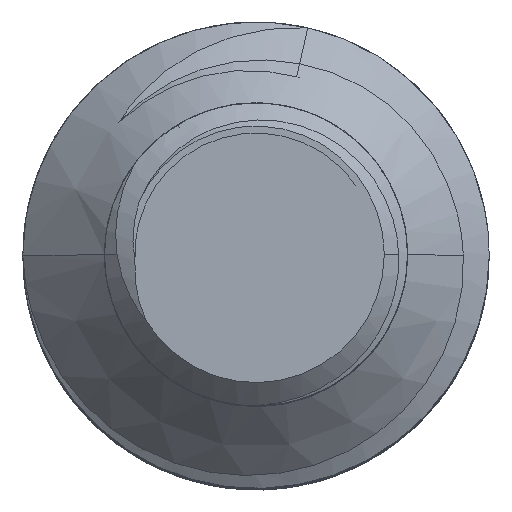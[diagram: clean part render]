
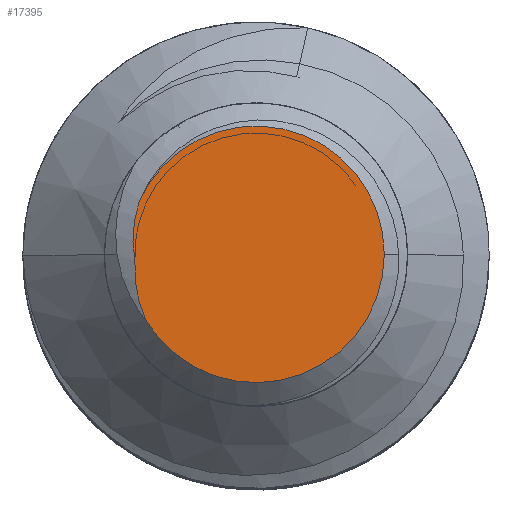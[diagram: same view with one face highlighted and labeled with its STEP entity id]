
A CAD part, top view. The second image highlights one B-rep face of the part: STEP entity #17395.
In plain terms, the highlighted planar face has unit normal (0, 0, 1).
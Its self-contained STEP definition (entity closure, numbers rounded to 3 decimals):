
#3833=CARTESIAN_POINT('',(-0.943,-0.567,
17.));
#3834=CARTESIAN_POINT('',(-0.967,-0.513,
17.));
#3835=CARTESIAN_POINT('',(-1.007,-0.403,
17.));
#3836=CARTESIAN_POINT('',(-1.039,-0.233,
17.));
#3837=CARTESIAN_POINT('',(-1.042,-0.119,
17.));
#3838=CARTESIAN_POINT('',(-1.038,-0.062,
17.));
#3845=CARTESIAN_POINT('',(-0.943,-0.567,
17.));
#3897=CARTESIAN_POINT('',(-1.003,0.451,
17.));
#3915=CARTESIAN_POINT('',(-1.038,-0.062,
17.));
#3916=CARTESIAN_POINT('',(-1.048,-0.006,
17.));
#3917=CARTESIAN_POINT('',(-1.059,0.107,
17.));
#3918=CARTESIAN_POINT('',(-1.048,0.281,
17.));
#3919=CARTESIAN_POINT('',(-1.021,0.394,
17.));
#3920=CARTESIAN_POINT('',(-1.003,0.451,
17.));
#4003=CARTESIAN_POINT('',(-1.038,-0.062,
17.));
#4096=CARTESIAN_POINT('',(0.,0.,17.));
#4097=DIRECTION('',(0.,0.,1.));
#4098=DIRECTION('',(-0.857,-0.515,0.));
#4099=AXIS2_PLACEMENT_3D('',#4096,#4097,#4098);
#4101=CARTESIAN_POINT('',(0.,0.,17.));
#4102=DIRECTION('',(0.,0.,1.));
#4103=DIRECTION('',(1.,0.,0.));
#4104=AXIS2_PLACEMENT_3D('',#4101,#4102,#4103);
#4212=VERTEX_POINT('',#3897);
#4221=VERTEX_POINT('',#3845);
#4268=VERTEX_POINT('',#4003);
#4288=CARTESIAN_POINT('',(1.1,0.,17.));
#4289=VERTEX_POINT('',#4288);
#17384=CARTESIAN_POINT('',(0.,0.,17.));
#17385=DIRECTION('',(0.,0.,1.));
#17386=DIRECTION('',(1.,0.,0.));
#17387=AXIS2_PLACEMENT_3D('',#17384,#17385,#17386);
#17388=PLANE('',#17387);
#17389=ORIENTED_EDGE('',*,*,#17367,.F.);
#17390=ORIENTED_EDGE('',*,*,#16948,.T.);
#17391=ORIENTED_EDGE('',*,*,#17307,.T.);
#17392=ORIENTED_EDGE('',*,*,#17377,.F.);
#17393=EDGE_LOOP('',(#17389,#17390,#17391,#17392));
#17394=FACE_OUTER_BOUND('',#17393,.F.);
#3839=B_SPLINE_CURVE_WITH_KNOTS('',3,(#3833,#3834,#3835,#3836,#3837,#3838),
.UNSPECIFIED.,.F.,.F.,(4,1,1,4),(0.,0.333,0.667,1.),
.UNSPECIFIED.);
#3921=B_SPLINE_CURVE_WITH_KNOTS('',3,(#3915,#3916,#3917,#3918,#3919,#3920),
.UNSPECIFIED.,.F.,.F.,(4,1,1,4),(0.,0.333,0.667,1.),
.UNSPECIFIED.);
#4100=CIRCLE('',#4099,1.1);
#4105=CIRCLE('',#4104,1.1);
#16948=EDGE_CURVE('',#4221,#4268,#3839,.T.);
#17307=EDGE_CURVE('',#4268,#4212,#3921,.T.);
#17367=EDGE_CURVE('',#4221,#4289,#4100,.T.);
#17377=EDGE_CURVE('',#4289,#4212,#4105,.T.);
#17395=ADVANCED_FACE('',(#17394),#17388,.T.);
